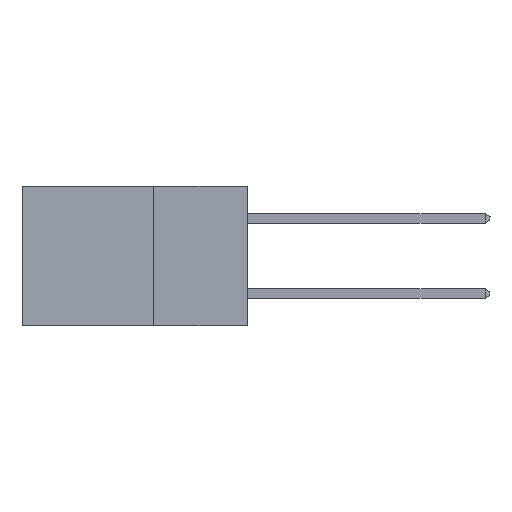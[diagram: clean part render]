
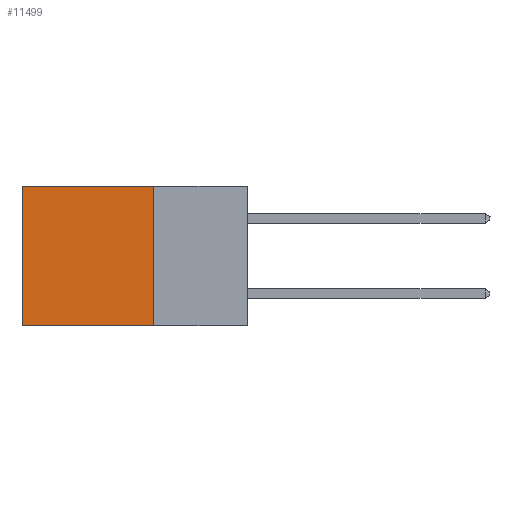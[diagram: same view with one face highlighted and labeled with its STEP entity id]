
A CAD part, left-side view. The second image highlights one B-rep face of the part: STEP entity #11499.
In plain terms, the highlighted planar face has unit normal (-1, 0, 0).
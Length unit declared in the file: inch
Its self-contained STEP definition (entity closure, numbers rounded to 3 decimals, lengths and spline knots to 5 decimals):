
#786 = EDGE_CURVE ( 'NONE', #1665, #11425, #9404, .T. ) ;
#1321 = LINE ( 'NONE', #4210, #2349 ) ;
#1665 = VERTEX_POINT ( 'NONE', #8641 ) ;
#2298 = EDGE_LOOP ( 'NONE', ( #13350, #7080, #8928, #9825 ) ) ;
#2349 = VECTOR ( 'NONE', #13674, 39.37008 ) ;
#2427 = CARTESIAN_POINT ( 'NONE',  ( 0.298, 0.25, -0.37 ) ) ;
#2954 = LINE ( 'NONE', #11505, #13591 ) ;
#3697 = CARTESIAN_POINT ( 'NONE',  ( 0.298, 0.6, -0.37 ) ) ;
#4210 = CARTESIAN_POINT ( 'NONE',  ( 0.298, 0.25, 0. ) ) ;
#4870 = PLANE ( 'NONE',  #5828 ) ;
#5082 = VERTEX_POINT ( 'NONE', #9968 ) ;
#5728 = EDGE_CURVE ( 'NONE', #5082, #9214, #2954, .T. ) ;
#5828 = AXIS2_PLACEMENT_3D ( 'NONE', #11325, #8212, #5927 ) ;
#5927 = DIRECTION ( 'NONE',  ( 0., 0., -1. ) ) ;
#6576 = VECTOR ( 'NONE', #6682, 39.37008 ) ;
#6682 = DIRECTION ( 'NONE',  ( 0., 0., -1. ) ) ;
#6885 = EDGE_CURVE ( 'NONE', #5082, #1665, #1321, .T. ) ;
#6935 = VECTOR ( 'NONE', #9517, 39.37008 ) ;
#7080 = ORIENTED_EDGE ( 'NONE', *, *, #10590, .F. ) ;
#7705 = CARTESIAN_POINT ( 'NONE',  ( 0.298, 0.25, -0.37 ) ) ;
#8212 = DIRECTION ( 'NONE',  ( 1., 0., 0. ) ) ;
#8538 = CARTESIAN_POINT ( 'NONE',  ( 0.298, 0.6, 0. ) ) ;
#8641 = CARTESIAN_POINT ( 'NONE',  ( 0.298, 0.6, 0. ) ) ;
#8928 = ORIENTED_EDGE ( 'NONE', *, *, #5728, .F. ) ;
#9191 = DIRECTION ( 'NONE',  ( 0., 0., -1. ) ) ;
#9214 = VERTEX_POINT ( 'NONE', #2427 ) ;
#9404 = LINE ( 'NONE', #8538, #6576 ) ;
#9517 = DIRECTION ( 'NONE',  ( 0., 1., 0. ) ) ;
#9825 = ORIENTED_EDGE ( 'NONE', *, *, #6885, .T. ) ;
#9968 = CARTESIAN_POINT ( 'NONE',  ( 0.298, 0.25, 0. ) ) ;
#10590 = EDGE_CURVE ( 'NONE', #9214, #11425, #12916, .T. ) ;
#11325 = CARTESIAN_POINT ( 'NONE',  ( 0.298, 0.25, 0. ) ) ;
#11425 = VERTEX_POINT ( 'NONE', #3697 ) ;
#11499 = ADVANCED_FACE ( 'NONE', ( #12380 ), #4870, .F. ) ;
#11505 = CARTESIAN_POINT ( 'NONE',  ( 0.298, 0.25, 0. ) ) ;
#12380 = FACE_OUTER_BOUND ( 'NONE', #2298, .T. ) ;
#12916 = LINE ( 'NONE', #7705, #6935 ) ;
#13350 = ORIENTED_EDGE ( 'NONE', *, *, #786, .T. ) ;
#13591 = VECTOR ( 'NONE', #9191, 39.37008 ) ;
#13674 = DIRECTION ( 'NONE',  ( 0., 1., 0. ) ) ;
